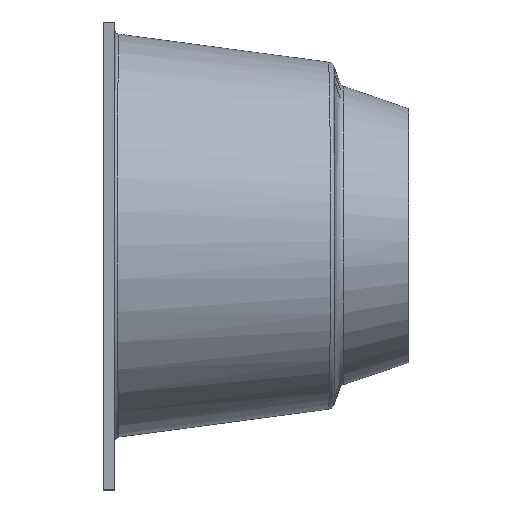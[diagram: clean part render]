
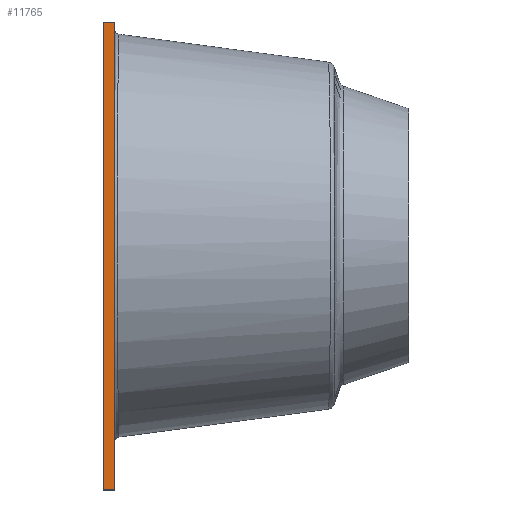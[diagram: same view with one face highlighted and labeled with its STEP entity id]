
A CAD part, left-side view. The second image highlights one B-rep face of the part: STEP entity #11765.
In plain terms, the highlighted planar face has unit normal (-1, 0, 0).
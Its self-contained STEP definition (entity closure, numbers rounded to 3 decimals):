
#1579 = DIRECTION ( 'NONE',  ( 0., 0., 1. ) ) ;
#1651 = VECTOR ( 'NONE', #18269, 1000. ) ;
#2402 = CARTESIAN_POINT ( 'NONE',  ( -990., -22., -500. ) ) ;
#2616 = LINE ( 'NONE', #12353, #9780 ) ;
#3788 = ORIENTED_EDGE ( 'NONE', *, *, #20822, .T. ) ;
#4096 = CARTESIAN_POINT ( 'NONE',  ( -990., -40., -500. ) ) ;
#4097 = VERTEX_POINT ( 'NONE', #18300 ) ;
#4649 = PLANE ( 'NONE',  #7890 ) ;
#5109 = LINE ( 'NONE', #17909, #8931 ) ;
#6075 = EDGE_LOOP ( 'NONE', ( #16787, #3788, #20291, #20177 ) ) ;
#6348 = FACE_OUTER_BOUND ( 'NONE', #6075, .T. ) ;
#7890 = AXIS2_PLACEMENT_3D ( 'NONE', #14277, #19046, #1579 ) ;
#8174 = EDGE_CURVE ( 'NONE', #19213, #18272, #8445, .T. ) ;
#8445 = LINE ( 'NONE', #17842, #1651 ) ;
#8803 = VERTEX_POINT ( 'NONE', #16785 ) ;
#8931 = VECTOR ( 'NONE', #9884, 1000. ) ;
#9780 = VECTOR ( 'NONE', #15319, 1000. ) ;
#9884 = DIRECTION ( 'NONE',  ( 0., 0., 1. ) ) ;
#10461 = LINE ( 'NONE', #4096, #20395 ) ;
#11765 = ADVANCED_FACE ( 'NONE', ( #6348 ), #4649, .T. ) ;
#12353 = CARTESIAN_POINT ( 'NONE',  ( -990., -40., 420. ) ) ;
#13630 = DIRECTION ( 'NONE',  ( 0., 1., 0. ) ) ;
#14089 = CARTESIAN_POINT ( 'NONE',  ( -990., -22., 420. ) ) ;
#14277 = CARTESIAN_POINT ( 'NONE',  ( -990., -40., 420. ) ) ;
#15319 = DIRECTION ( 'NONE',  ( 0., 1., 0. ) ) ;
#16785 = CARTESIAN_POINT ( 'NONE',  ( -990., 0., -500. ) ) ;
#16787 = ORIENTED_EDGE ( 'NONE', *, *, #8174, .T. ) ;
#17590 = EDGE_CURVE ( 'NONE', #8803, #4097, #5109, .T. ) ;
#17842 = CARTESIAN_POINT ( 'NONE',  ( -990., -22., 0. ) ) ;
#17909 = CARTESIAN_POINT ( 'NONE',  ( -990., 0., 420. ) ) ;
#18269 = DIRECTION ( 'NONE',  ( 0., 0., 1. ) ) ;
#18272 = VERTEX_POINT ( 'NONE', #14089 ) ;
#18300 = CARTESIAN_POINT ( 'NONE',  ( -990., 0., 420. ) ) ;
#19005 = EDGE_CURVE ( 'NONE', #19213, #8803, #10461, .T. ) ;
#19046 = DIRECTION ( 'NONE',  ( -1., 0., 0. ) ) ;
#19213 = VERTEX_POINT ( 'NONE', #2402 ) ;
#20177 = ORIENTED_EDGE ( 'NONE', *, *, #19005, .F. ) ;
#20291 = ORIENTED_EDGE ( 'NONE', *, *, #17590, .F. ) ;
#20395 = VECTOR ( 'NONE', #13630, 1000. ) ;
#20822 = EDGE_CURVE ( 'NONE', #18272, #4097, #2616, .T. ) ;
